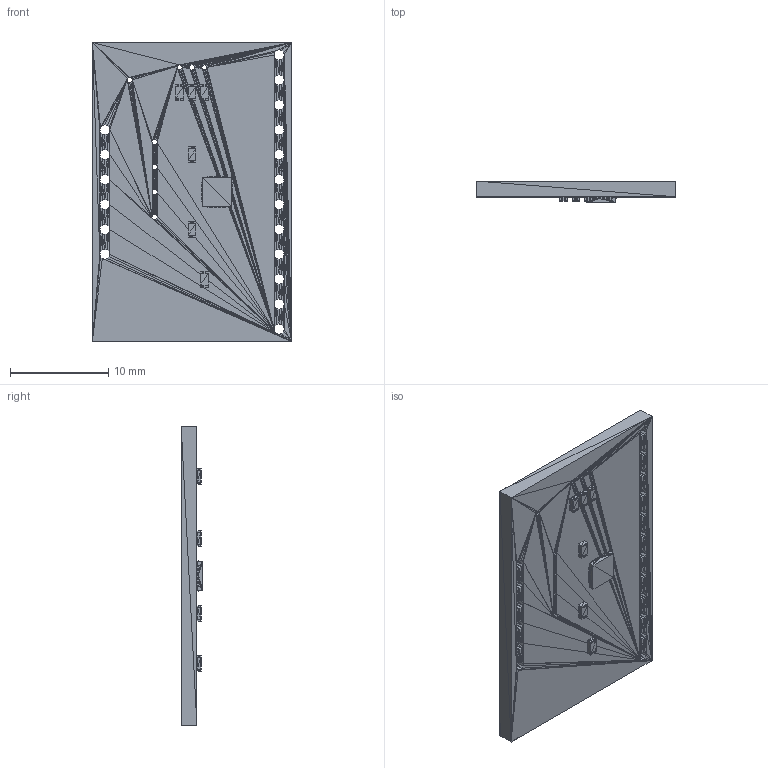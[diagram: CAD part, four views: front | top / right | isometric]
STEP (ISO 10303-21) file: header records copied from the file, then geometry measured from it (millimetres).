
FILE_DESCRIPTION((''),'2;1');
FILE_NAME('mpr121_breakout_v13', '2025-12-09T02:12:46', (''), (''), 'ImageToStl.com STEP Converter','', '');
FILE_SCHEMA(('AUTOMOTIVE_DESIGN_CC2'));
Length unit declared in the file: metre
Products named in the file (8): product0; product1; product2; product3; product4; product5; product6; product7
Bounding box: 20.32 x 2.2 x 30.48 mm (x, y, z)
Surface area: 1542.7 mm2 (no closed solid volume)
Topology: 0 solids, 3676 shells, 3676 faces, 10996 edges, 1750 vertices
Faces by surface type: plane 3676
Entity records: 88173 total; most frequent: DIRECTION 18382, ORIENTED_EDGE 11028, EDGE_CURVE 11028, LINE 11028, VECTOR 11028, AXIS2_PLACEMENT_3D 3677, STYLED_ITEM 3676, FACE_SURFACE 3676
